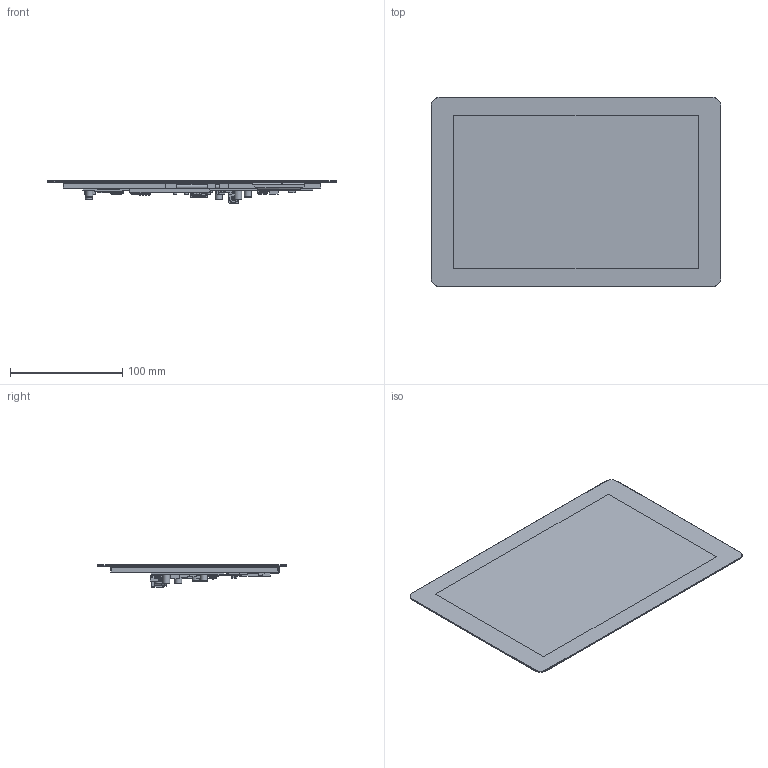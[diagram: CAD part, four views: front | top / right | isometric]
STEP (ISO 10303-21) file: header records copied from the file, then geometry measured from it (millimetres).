
FILE_DESCRIPTION(/* description */ (''),/* implementation_level */ '2;1');
FILE_NAME(/* name */ '3D_RVT101HVHNWC00_Rev.1.1.stp',/* time_stamp */ '2022-02-03T10:06:42+01:00',/* author */ ('Mateusz Natywa'),/* organization */ (''),/* preprocessor_version */ 'ST-DEVELOPER v17',/* originating_system */ 'Autodesk Inventor 2019',/* authorisation */ '');
FILE_SCHEMA (('CONFIG_CONTROL_DESIGN'));
Products named in the file (41): RVT101HVLNWC00_Rev.1.0; CTP; CG; SCA; SENSOR; FPC; DST; DST_2; RVT101HVLNWC00_Rev.1.0_1; DISP; FPC_1; FFC; HDMI_board; HDMI_board_1; USBC_Substitute_1; DC_power_jack_Substitute_1; HDMI_Substitute_1; 53261-0671; 53261-0871; CONN_40; 687140182122; 6871xx182122_Pad; 6871xx182122_Pin; 687140182122_Actuator; SWITCH2; 418121270804 (rev1); Terminal_tall; Terminal_small; Actuator; Contact; Base_04; Cover_04; SWITCH; base; top cover; CONN_10; 687110182122 (rev1); 6871xx182122_Pad_1; 6871xx182122_Pin_1; 687110182122 ...
Assembly tree (106 placements, depth 5):
  RVT101HVLNWC00_Rev.1.0
    CTP
      CG
      SCA
      SENSOR
      FPC
      DST
      DST_2
    RVT101HVLNWC00_Rev.1.0_1
      DISP
      FPC_1
    FFC
    HDMI_board
      HDMI_board_1
      USBC_Substitute_1
      DC_power_jack_Substitute_1
      HDMI_Substitute_1
      53261-0671
      53261-0871
      CONN_40
        687140182122
        6871xx182122_Pad  x2
        6871xx182122_Pin  x40
        687140182122_Actuator
      SWITCH2
        418121270804 (rev1)
          Terminal_tall  x4
          Terminal_small  x4
          Actuator  x4
          Contact  x4
          Base_04
          Cover_04
      SWITCH  x5
        base
        top cover
      CONN_10
        687110182122 (rev1)
          6871xx182122_Pad_1  x2
          6871xx182122_Pin_1  x10
          687110182122
          687110182122_Actuator
Bounding box: 257.96 x 168.6 x 19.68 mm (x, y, z)
Volume: 259357.6 mm3; surface area: 375380.3 mm2
Topology: 161 solids, 161 shells, 11024 faces, 31068 edges, 20455 vertices
Faces by surface type: plane 8687, cylinder 1523, bspline 742, torus 52, cone 12, sphere 8
Full cylindrical faces by diameter (mm): 0.4 x6, 0.57 x4, 0.6 x12, 1.166 x1, 1.4 x1, 1.45 x1, 1.6 x1, 1.645 x1, 1.726 x1, 1.8 x2, 1.881 x1, 2 x5, 2.086 x1, 2.35 x1, 2.4 x1, 3 x6, 3.15 x5, 3.2 x1, 3.5 x5, 6.3 x2, 6.35 x3, 6.4 x1
Entity records: 299452 total; most frequent: CARTESIAN_POINT 70324, ORIENTED_EDGE 48868, DIRECTION 41015, EDGE_CURVE 24434, LINE 20969, VECTOR 20969, VERTEX_POINT 16087, AXIS2_PLACEMENT_3D 10023
